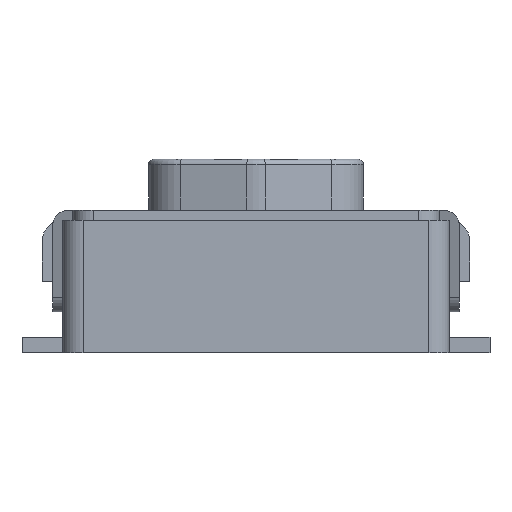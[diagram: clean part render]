
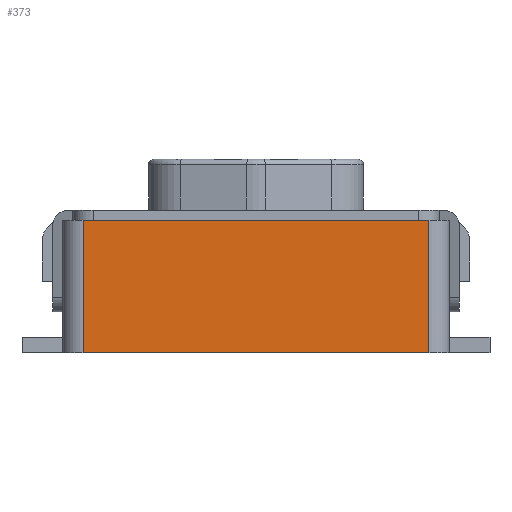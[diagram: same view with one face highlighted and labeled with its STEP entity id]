
A CAD part, front view. The second image highlights one B-rep face of the part: STEP entity #373.
In plain terms, the highlighted planar face has unit normal (0, -1, 0).
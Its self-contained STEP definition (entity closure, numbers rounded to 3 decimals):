
#24 = VERTEX_POINT('',#25);
#25 = CARTESIAN_POINT('',(1.7,-1.4,0.));
#32 = EDGE_CURVE('',#24,#33,#35,.T.);
#33 = VERTEX_POINT('',#34);
#34 = CARTESIAN_POINT('',(1.7,-1.4,1.3));
#35 = LINE('',#36,#37);
#36 = CARTESIAN_POINT('',(1.7,-1.4,0.));
#37 = VECTOR('',#38,1.);
#38 = DIRECTION('',(0.,0.,1.));
#235 = VERTEX_POINT('',#236);
#236 = CARTESIAN_POINT('',(-1.7,-1.4,0.));
#243 = EDGE_CURVE('',#235,#24,#244,.T.);
#244 = LINE('',#245,#246);
#245 = CARTESIAN_POINT('',(-1.9,-1.4,0.));
#246 = VECTOR('',#247,1.);
#247 = DIRECTION('',(1.,0.,0.));
#373 = ADVANCED_FACE('',(#374),#408,.F.);
#374 = FACE_BOUND('',#375,.F.);
#375 = EDGE_LOOP('',(#376,#377,#385,#393,#401,#407));
#376 = ORIENTED_EDGE('',*,*,#243,.F.);
#377 = ORIENTED_EDGE('',*,*,#378,.T.);
#378 = EDGE_CURVE('',#235,#379,#381,.T.);
#379 = VERTEX_POINT('',#380);
#380 = CARTESIAN_POINT('',(-1.7,-1.4,1.3));
#381 = LINE('',#382,#383);
#382 = CARTESIAN_POINT('',(-1.7,-1.4,0.));
#383 = VECTOR('',#384,1.);
#384 = DIRECTION('',(0.,0.,1.));
#385 = ORIENTED_EDGE('',*,*,#386,.T.);
#386 = EDGE_CURVE('',#379,#387,#389,.T.);
#387 = VERTEX_POINT('',#388);
#388 = CARTESIAN_POINT('',(-1.6,-1.4,1.3));
#389 = LINE('',#390,#391);
#390 = CARTESIAN_POINT('',(-1.9,-1.4,1.3));
#391 = VECTOR('',#392,1.);
#392 = DIRECTION('',(1.,0.,0.));
#393 = ORIENTED_EDGE('',*,*,#394,.T.);
#394 = EDGE_CURVE('',#387,#395,#397,.T.);
#395 = VERTEX_POINT('',#396);
#396 = CARTESIAN_POINT('',(1.6,-1.4,1.3));
#397 = LINE('',#398,#399);
#398 = CARTESIAN_POINT('',(-1.9,-1.4,1.3));
#399 = VECTOR('',#400,1.);
#400 = DIRECTION('',(1.,0.,0.));
#401 = ORIENTED_EDGE('',*,*,#402,.T.);
#402 = EDGE_CURVE('',#395,#33,#403,.T.);
#403 = LINE('',#404,#405);
#404 = CARTESIAN_POINT('',(-1.9,-1.4,1.3));
#405 = VECTOR('',#406,1.);
#406 = DIRECTION('',(1.,0.,0.));
#407 = ORIENTED_EDGE('',*,*,#32,.F.);
#408 = PLANE('',#409);
#409 = AXIS2_PLACEMENT_3D('',#410,#411,#412);
#410 = CARTESIAN_POINT('',(-1.9,-1.4,0.));
#411 = DIRECTION('',(0.,1.,0.));
#412 = DIRECTION('',(1.,0.,0.));
